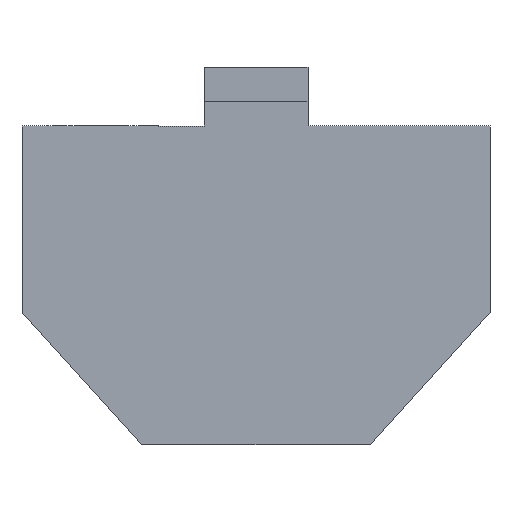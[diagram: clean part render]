
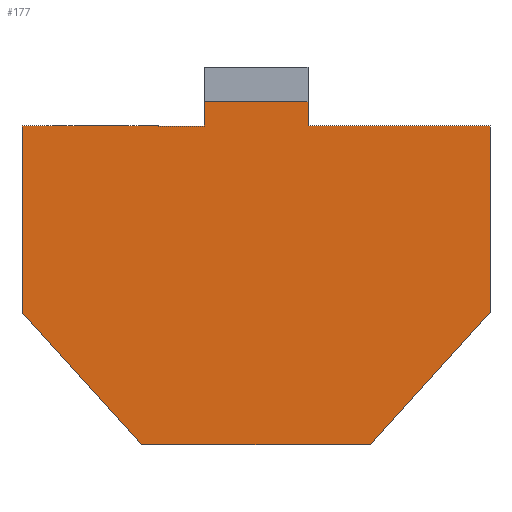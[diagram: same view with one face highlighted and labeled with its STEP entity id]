
A CAD part, left-side view. The second image highlights one B-rep face of the part: STEP entity #177.
In plain terms, the highlighted planar face has unit normal (-1, 0, 0).
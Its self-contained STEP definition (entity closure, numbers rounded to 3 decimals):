
#37=LINE('',#757,#81);
#41=LINE('',#766,#85);
#44=LINE('',#772,#88);
#49=LINE('',#782,#93);
#57=LINE('',#797,#101);
#60=LINE('',#804,#104);
#63=LINE('',#810,#107);
#66=LINE('',#816,#110);
#68=LINE('',#819,#112);
#72=LINE('',#831,#116);
#81=VECTOR('',#577,1.);
#85=VECTOR('',#583,1.);
#88=VECTOR('',#588,1.);
#93=VECTOR('',#595,1.);
#101=VECTOR('',#607,1.);
#104=VECTOR('',#612,1.);
#107=VECTOR('',#617,1.);
#110=VECTOR('',#622,1.);
#112=VECTOR('',#626,1.);
#116=VECTOR('',#638,1.);
#136=PLANE('',#543);
#156=FACE_OUTER_BOUND('',#237,.T.);
#177=ADVANCED_FACE('',(#156),#136,.F.);
#237=EDGE_LOOP('',(#319,#320,#321,#322,#323,#324,#325,#326,#327,#328));
#319=ORIENTED_EDGE('',*,*,#465,.F.);
#320=ORIENTED_EDGE('',*,*,#448,.T.);
#321=ORIENTED_EDGE('',*,*,#451,.T.);
#322=ORIENTED_EDGE('',*,*,#454,.T.);
#323=ORIENTED_EDGE('',*,*,#457,.T.);
#324=ORIENTED_EDGE('',*,*,#459,.T.);
#325=ORIENTED_EDGE('',*,*,#428,.T.);
#326=ORIENTED_EDGE('',*,*,#432,.T.);
#327=ORIENTED_EDGE('',*,*,#435,.T.);
#328=ORIENTED_EDGE('',*,*,#440,.T.);
#383=VERTEX_POINT('',#756);
#384=VERTEX_POINT('',#758);
#387=VERTEX_POINT('',#765);
#389=VERTEX_POINT('',#771);
#393=VERTEX_POINT('',#781);
#398=VERTEX_POINT('',#796);
#399=VERTEX_POINT('',#798);
#401=VERTEX_POINT('',#803);
#403=VERTEX_POINT('',#809);
#405=VERTEX_POINT('',#815);
#428=EDGE_CURVE('',#384,#383,#37,.T.);
#432=EDGE_CURVE('',#383,#387,#41,.T.);
#435=EDGE_CURVE('',#387,#389,#44,.T.);
#440=EDGE_CURVE('',#389,#393,#49,.T.);
#448=EDGE_CURVE('',#399,#398,#57,.T.);
#451=EDGE_CURVE('',#398,#401,#60,.T.);
#454=EDGE_CURVE('',#401,#403,#63,.T.);
#457=EDGE_CURVE('',#403,#405,#66,.T.);
#459=EDGE_CURVE('',#405,#384,#68,.T.);
#465=EDGE_CURVE('',#399,#393,#72,.T.);
#543=AXIS2_PLACEMENT_3D('',#832,#639,#640);
#577=DIRECTION('',(0.,-0.669,0.743));
#583=DIRECTION('',(0.,0.,1.));
#588=DIRECTION('',(0.,1.,0.));
#595=DIRECTION('',(0.,0.,1.));
#607=DIRECTION('',(0.,0.,-1.));
#612=DIRECTION('',(0.,1.,0.));
#617=DIRECTION('',(0.,0.,-1.));
#622=DIRECTION('',(0.,-0.669,-0.743));
#626=DIRECTION('',(0.,-1.,0.));
#638=DIRECTION('',(0.,-1.,0.));
#639=DIRECTION('',(1.,0.,0.));
#640=DIRECTION('',(0.,-1.,0.));
#756=CARTESIAN_POINT('',(-98.,-67.5,-53.684));
#757=CARTESIAN_POINT('',(-98.,-33.,-92.));
#758=CARTESIAN_POINT('',(-98.,-33.,-92.));
#765=CARTESIAN_POINT('',(-98.,-67.5,0.));
#766=CARTESIAN_POINT('',(-98.,-67.5,-53.684));
#771=CARTESIAN_POINT('',(-98.,-15.,0.));
#772=CARTESIAN_POINT('',(-98.,-67.5,0.));
#781=CARTESIAN_POINT('',(-98.,-15.,7.));
#782=CARTESIAN_POINT('',(-98.,-15.,17.));
#796=CARTESIAN_POINT('',(-98.,15.,0.));
#797=CARTESIAN_POINT('',(-98.,15.,17.));
#798=CARTESIAN_POINT('',(-98.,15.,7.));
#803=CARTESIAN_POINT('',(-98.,67.5,0.));
#804=CARTESIAN_POINT('',(-98.,15.,0.));
#809=CARTESIAN_POINT('',(-98.,67.5,-53.684));
#810=CARTESIAN_POINT('',(-98.,67.5,0.));
#815=CARTESIAN_POINT('',(-98.,33.,-92.));
#816=CARTESIAN_POINT('',(-98.,67.5,-53.684));
#819=CARTESIAN_POINT('',(-98.,33.,-92.));
#831=CARTESIAN_POINT('',(-98.,0.,7.));
#832=CARTESIAN_POINT('',(-98.,0.,0.));
